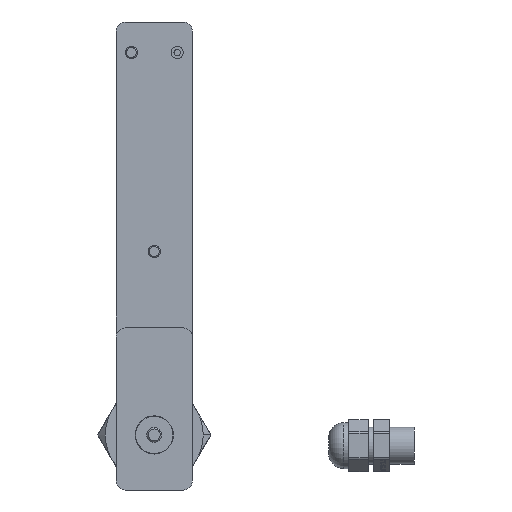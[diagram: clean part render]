
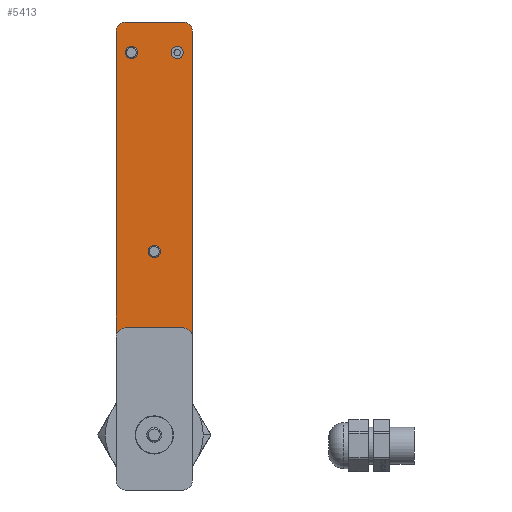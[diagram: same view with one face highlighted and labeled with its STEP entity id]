
A CAD part, left-side view. The second image highlights one B-rep face of the part: STEP entity #5413.
In plain terms, the highlighted face is planar.
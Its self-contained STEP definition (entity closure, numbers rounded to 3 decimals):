
#1 = AXIS2_PLACEMENT_3D ( 'NONE', #105, #5206, #5435 ) ;
#15 = VERTEX_POINT ( 'NONE', #8117 ) ;
#49 = DIRECTION ( 'NONE',  ( 0., 0., -1. ) ) ;
#51 = VERTEX_POINT ( 'NONE', #4307 ) ;
#96 = CIRCLE ( 'NONE', #4795, 3. ) ;
#105 = CARTESIAN_POINT ( 'NONE',  ( 3., -9.5, 0. ) ) ;
#216 = ORIENTED_EDGE ( 'NONE', *, *, #558, .T. ) ;
#283 = CARTESIAN_POINT ( 'NONE',  ( 75., 0., 0. ) ) ;
#544 = AXIS2_PLACEMENT_3D ( 'NONE', #826, #6597, #7864 ) ;
#558 = EDGE_CURVE ( 'NONE', #5609, #5117, #5801, .T. ) ;
#628 = DIRECTION ( 'NONE',  ( -1., 0., 0. ) ) ;
#732 = ORIENTED_EDGE ( 'NONE', *, *, #5099, .T. ) ;
#755 = EDGE_LOOP ( 'NONE', ( #8132, #216 ) ) ;
#818 = CIRCLE ( 'NONE', #4710, 3. ) ;
#826 = CARTESIAN_POINT ( 'NONE',  ( 100., 12.5, 0. ) ) ;
#829 = ORIENTED_EDGE ( 'NONE', *, *, #5279, .T. ) ;
#835 = VECTOR ( 'NONE', #5300, 1000. ) ;
#873 = AXIS2_PLACEMENT_3D ( 'NONE', #979, #1631, #2255 ) ;
#879 = DIRECTION ( 'NONE',  ( -1., 0., 0. ) ) ;
#898 = EDGE_LOOP ( 'NONE', ( #732, #3581 ) ) ;
#940 = CARTESIAN_POINT ( 'NONE',  ( 3., -12.5, 0. ) ) ;
#979 = CARTESIAN_POINT ( 'NONE',  ( 10., 7.5, 0. ) ) ;
#1048 = VECTOR ( 'NONE', #7256, 1000. ) ;
#1064 = DIRECTION ( 'NONE',  ( 0., -1., 0. ) ) ;
#1109 = EDGE_CURVE ( 'NONE', #7841, #3471, #7789, .T. ) ;
#1180 = ORIENTED_EDGE ( 'NONE', *, *, #1326, .T. ) ;
#1246 = CARTESIAN_POINT ( 'NONE',  ( 73., 0., 0. ) ) ;
#1265 = CARTESIAN_POINT ( 'NONE',  ( 77., 0., 0. ) ) ;
#1326 = EDGE_CURVE ( 'NONE', #7323, #4775, #7781, .T. ) ;
#1469 = DIRECTION ( 'NONE',  ( 0., 0., -1. ) ) ;
#1631 = DIRECTION ( 'NONE',  ( 0., 0., -1. ) ) ;
#1748 = EDGE_CURVE ( 'NONE', #15, #3712, #96, .T. ) ;
#1771 = CARTESIAN_POINT ( 'NONE',  ( 103., 9.5, 0. ) ) ;
#1826 = DIRECTION ( 'NONE',  ( 0., 0., -1. ) ) ;
#1834 = CARTESIAN_POINT ( 'NONE',  ( 0., -9.5, 0. ) ) ;
#2062 = DIRECTION ( 'NONE',  ( 0., 0., 1. ) ) ;
#2111 = VERTEX_POINT ( 'NONE', #4130 ) ;
#2146 = EDGE_CURVE ( 'NONE', #5743, #5721, #6874, .T. ) ;
#2170 = VERTEX_POINT ( 'NONE', #3857 ) ;
#2171 = VECTOR ( 'NONE', #4825, 1000. ) ;
#2205 = EDGE_CURVE ( 'NONE', #8060, #51, #4760, .T. ) ;
#2228 = LINE ( 'NONE', #4032, #835 ) ;
#2255 = DIRECTION ( 'NONE',  ( -1., 0., 0. ) ) ;
#2261 = AXIS2_PLACEMENT_3D ( 'NONE', #6359, #1826, #7603 ) ;
#2312 = CIRCLE ( 'NONE', #2609, 2. ) ;
#2366 = ORIENTED_EDGE ( 'NONE', *, *, #6609, .T. ) ;
#2473 = CARTESIAN_POINT ( 'NONE',  ( 12., 7.5, 0. ) ) ;
#2511 = FACE_BOUND ( 'NONE', #898, .T. ) ;
#2609 = AXIS2_PLACEMENT_3D ( 'NONE', #3793, #5102, #6381 ) ;
#2731 = LINE ( 'NONE', #3619, #6162 ) ;
#2836 = ORIENTED_EDGE ( 'NONE', *, *, #5150, .T. ) ;
#2994 = ORIENTED_EDGE ( 'NONE', *, *, #1109, .T. ) ;
#3025 = EDGE_CURVE ( 'NONE', #5117, #5609, #6577, .T. ) ;
#3316 = DIRECTION ( 'NONE',  ( -1., 0., 0. ) ) ;
#3359 = PLANE ( 'NONE',  #544 ) ;
#3358 = CARTESIAN_POINT ( 'NONE',  ( 100., -12.5, 0. ) ) ;
#3376 = CARTESIAN_POINT ( 'NONE',  ( 100., 12.5, 0. ) ) ;
#3463 = AXIS2_PLACEMENT_3D ( 'NONE', #7805, #2062, #5324 ) ;
#3471 = VERTEX_POINT ( 'NONE', #940 ) ;
#3581 = ORIENTED_EDGE ( 'NONE', *, *, #2146, .T. ) ;
#3619 = CARTESIAN_POINT ( 'NONE',  ( 100., 12.5, 0. ) ) ;
#3654 = ORIENTED_EDGE ( 'NONE', *, *, #2205, .F. ) ;
#3712 = VERTEX_POINT ( 'NONE', #5737 ) ;
#3753 = AXIS2_PLACEMENT_3D ( 'NONE', #3938, #5209, #3316 ) ;
#3793 = CARTESIAN_POINT ( 'NONE',  ( 10., -7.5, 0. ) ) ;
#3844 = FACE_BOUND ( 'NONE', #755, .T. ) ;
#3857 = CARTESIAN_POINT ( 'NONE',  ( 100., 9.5, 0. ) ) ;
#3938 = CARTESIAN_POINT ( 'NONE',  ( 10., -7.5, 0. ) ) ;
#4032 = CARTESIAN_POINT ( 'NONE',  ( 0., 12.5, 0. ) ) ;
#4088 = EDGE_LOOP ( 'NONE', ( #3654, #2366, #5946, #2994, #6649, #4287, #6030, #829 ) ) ;
#4092 = EDGE_CURVE ( 'NONE', #2170, #3712, #2731, .T. ) ;
#4098 = LINE ( 'NONE', #3358, #2171 ) ;
#4130 = CARTESIAN_POINT ( 'NONE',  ( 0., 9.5, 0. ) ) ;
#4216 = EDGE_CURVE ( 'NONE', #2111, #7841, #2228, .T. ) ;
#4243 = CIRCLE ( 'NONE', #5730, 2. ) ;
#4287 = ORIENTED_EDGE ( 'NONE', *, *, #1748, .T. ) ;
#4307 = CARTESIAN_POINT ( 'NONE',  ( 103., 12.5, 0. ) ) ;
#4316 = CIRCLE ( 'NONE', #3463, 3. ) ;
#4515 = CARTESIAN_POINT ( 'NONE',  ( 12., -7.5, 0. ) ) ;
#4606 = DIRECTION ( 'NONE',  ( -1., 0., 0. ) ) ;
#4710 = AXIS2_PLACEMENT_3D ( 'NONE', #1771, #49, #628 ) ;
#4760 = LINE ( 'NONE', #3376, #1048 ) ;
#4775 = VERTEX_POINT ( 'NONE', #5852 ) ;
#4795 = AXIS2_PLACEMENT_3D ( 'NONE', #5766, #7071, #6533 ) ;
#4825 = DIRECTION ( 'NONE',  ( 1., 0., 0. ) ) ;
#5099 = EDGE_CURVE ( 'NONE', #5721, #5743, #2312, .T. ) ;
#5102 = DIRECTION ( 'NONE',  ( 0., 0., -1. ) ) ;
#5117 = VERTEX_POINT ( 'NONE', #1246 ) ;
#5150 = EDGE_CURVE ( 'NONE', #4775, #7323, #4243, .T. ) ;
#5206 = DIRECTION ( 'NONE',  ( 0., 0., 1. ) ) ;
#5209 = DIRECTION ( 'NONE',  ( 0., 0., -1. ) ) ;
#5279 = EDGE_CURVE ( 'NONE', #2170, #51, #818, .T. ) ;
#5300 = DIRECTION ( 'NONE',  ( 0., -1., 0. ) ) ;
#5324 = DIRECTION ( 'NONE',  ( -1., 0., 0. ) ) ;
#5410 = DIRECTION ( 'NONE',  ( 0., 0., -1. ) ) ;
#5413 = ADVANCED_FACE ( 'NONE', ( #2511, #3844, #8215, #5723 ), #3359, .F. ) ;
#5435 = DIRECTION ( 'NONE',  ( -1., 0., 0. ) ) ;
#5603 = CARTESIAN_POINT ( 'NONE',  ( 10., 7.5, 0. ) ) ;
#5609 = VERTEX_POINT ( 'NONE', #1265 ) ;
#5721 = VERTEX_POINT ( 'NONE', #7079 ) ;
#5723 = FACE_OUTER_BOUND ( 'NONE', #4088, .T. ) ;
#5730 = AXIS2_PLACEMENT_3D ( 'NONE', #5603, #1469, #4606 ) ;
#5737 = CARTESIAN_POINT ( 'NONE',  ( 100., -9.5, 0. ) ) ;
#5743 = VERTEX_POINT ( 'NONE', #4515 ) ;
#5766 = CARTESIAN_POINT ( 'NONE',  ( 103., -9.5, 0. ) ) ;
#5801 = CIRCLE ( 'NONE', #2261, 2. ) ;
#5852 = CARTESIAN_POINT ( 'NONE',  ( 8., 7.5, 0. ) ) ;
#5946 = ORIENTED_EDGE ( 'NONE', *, *, #4216, .T. ) ;
#6030 = ORIENTED_EDGE ( 'NONE', *, *, #4092, .F. ) ;
#6142 = CARTESIAN_POINT ( 'NONE',  ( 3., 12.5, 0. ) ) ;
#6162 = VECTOR ( 'NONE', #1064, 1000. ) ;
#6359 = CARTESIAN_POINT ( 'NONE',  ( 75., 0., 0. ) ) ;
#6381 = DIRECTION ( 'NONE',  ( -1., 0., 0. ) ) ;
#6533 = DIRECTION ( 'NONE',  ( -1., 0., 0. ) ) ;
#6577 = CIRCLE ( 'NONE', #8012, 2. ) ;
#6597 = DIRECTION ( 'NONE',  ( 0., 0., -1. ) ) ;
#6609 = EDGE_CURVE ( 'NONE', #8060, #2111, #4316, .T. ) ;
#6632 = EDGE_LOOP ( 'NONE', ( #2836, #1180 ) ) ;
#6649 = ORIENTED_EDGE ( 'NONE', *, *, #8255, .T. ) ;
#6874 = CIRCLE ( 'NONE', #3753, 2. ) ;
#7071 = DIRECTION ( 'NONE',  ( 0., 0., -1. ) ) ;
#7079 = CARTESIAN_POINT ( 'NONE',  ( 8., -7.5, 0. ) ) ;
#7256 = DIRECTION ( 'NONE',  ( 1., 0., 0. ) ) ;
#7323 = VERTEX_POINT ( 'NONE', #2473 ) ;
#7603 = DIRECTION ( 'NONE',  ( -1., 0., 0. ) ) ;
#7781 = CIRCLE ( 'NONE', #873, 2. ) ;
#7789 = CIRCLE ( 'NONE', #1, 3. ) ;
#7805 = CARTESIAN_POINT ( 'NONE',  ( 3., 9.5, 0. ) ) ;
#7841 = VERTEX_POINT ( 'NONE', #1834 ) ;
#7864 = DIRECTION ( 'NONE',  ( -1., 0., 0. ) ) ;
#8012 = AXIS2_PLACEMENT_3D ( 'NONE', #283, #5410, #879 ) ;
#8060 = VERTEX_POINT ( 'NONE', #6142 ) ;
#8117 = CARTESIAN_POINT ( 'NONE',  ( 103., -12.5, 0. ) ) ;
#8132 = ORIENTED_EDGE ( 'NONE', *, *, #3025, .T. ) ;
#8215 = FACE_BOUND ( 'NONE', #6632, .T. ) ;
#8255 = EDGE_CURVE ( 'NONE', #3471, #15, #4098, .T. ) ;
